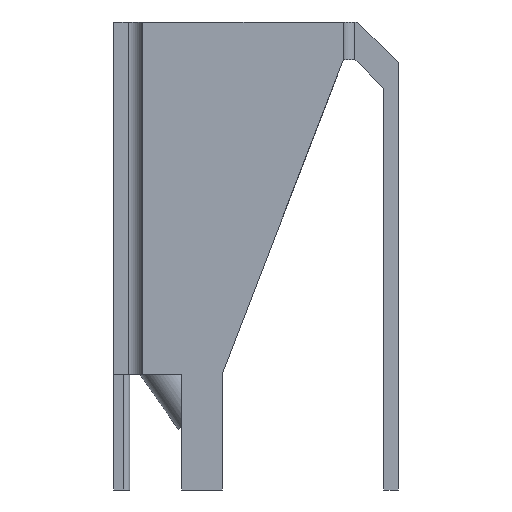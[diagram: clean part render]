
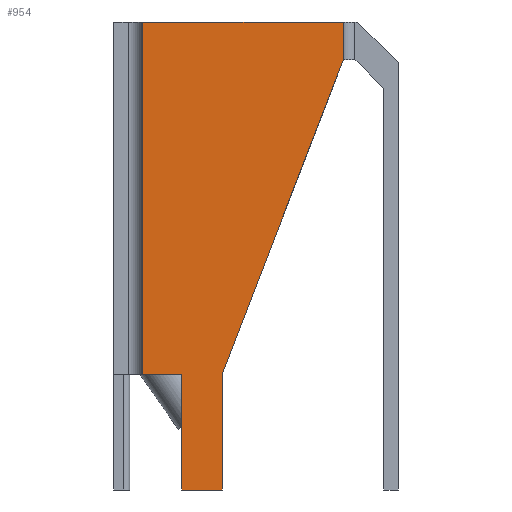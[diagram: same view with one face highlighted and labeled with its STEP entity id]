
A CAD part, left-side view. The second image highlights one B-rep face of the part: STEP entity #954.
In plain terms, the highlighted planar face has unit normal (-1, 0, 0).
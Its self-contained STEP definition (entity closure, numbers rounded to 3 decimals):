
#84=FACE_OUTER_BOUND('',#137,.T.);
#137=EDGE_LOOP('',(#768,#769,#770,#771,#772,#773,#774,#775));
#177=LINE('',#1363,#287);
#230=LINE('',#1586,#340);
#239=LINE('',#1609,#349);
#241=LINE('',#1614,#351);
#243=LINE('',#1617,#353);
#249=LINE('',#1628,#359);
#250=LINE('',#1630,#360);
#251=LINE('',#1631,#361);
#287=VECTOR('',#1091,10.);
#340=VECTOR('',#1208,10.);
#349=VECTOR('',#1229,10.);
#351=VECTOR('',#1233,10.);
#353=VECTOR('',#1237,10.);
#359=VECTOR('',#1247,10.);
#360=VECTOR('',#1250,10.);
#361=VECTOR('',#1251,10.);
#396=VERTEX_POINT('',#1360);
#397=VERTEX_POINT('',#1362);
#452=VERTEX_POINT('',#1583);
#453=VERTEX_POINT('',#1585);
#461=VERTEX_POINT('',#1607);
#462=VERTEX_POINT('',#1611);
#463=VERTEX_POINT('',#1613);
#466=VERTEX_POINT('',#1626);
#488=EDGE_CURVE('',#396,#397,#177,.T.);
#560=EDGE_CURVE('',#452,#453,#230,.T.);
#572=EDGE_CURVE('',#452,#461,#239,.T.);
#574=EDGE_CURVE('',#462,#463,#241,.T.);
#576=EDGE_CURVE('',#463,#461,#243,.T.);
#582=EDGE_CURVE('',#462,#466,#249,.T.);
#583=EDGE_CURVE('',#466,#397,#250,.T.);
#584=EDGE_CURVE('',#453,#396,#251,.T.);
#768=ORIENTED_EDGE('',*,*,#582,.T.);
#769=ORIENTED_EDGE('',*,*,#583,.T.);
#770=ORIENTED_EDGE('',*,*,#488,.F.);
#771=ORIENTED_EDGE('',*,*,#584,.F.);
#772=ORIENTED_EDGE('',*,*,#560,.F.);
#773=ORIENTED_EDGE('',*,*,#572,.T.);
#774=ORIENTED_EDGE('',*,*,#576,.F.);
#775=ORIENTED_EDGE('',*,*,#574,.F.);
#907=PLANE('',#1037);
#954=ADVANCED_FACE('',(#84),#907,.T.);
#1037=AXIS2_PLACEMENT_3D('',#1629,#1248,#1249);
#1091=DIRECTION('',(0.,-1.,0.));
#1208=DIRECTION('',(0.,1.,0.));
#1229=DIRECTION('',(0.,0.,-1.));
#1233=DIRECTION('',(0.,0.,-1.));
#1237=DIRECTION('',(0.,1.,0.));
#1247=DIRECTION('',(0.,-0.36,0.933));
#1248=DIRECTION('center_axis',(-1.,0.,0.));
#1249=DIRECTION('ref_axis',(0.,-1.,0.));
#1250=DIRECTION('',(0.,0.,1.));
#1251=DIRECTION('',(0.,0.,1.));
#1360=CARTESIAN_POINT('',(4.5,175.5,226.));
#1362=CARTESIAN_POINT('',(4.5,106.,226.));
#1363=CARTESIAN_POINT('',(4.5,106.,226.));
#1583=CARTESIAN_POINT('',(4.5,162.,104.));
#1585=CARTESIAN_POINT('',(4.5,175.5,104.));
#1586=CARTESIAN_POINT('',(4.5,106.,104.));
#1607=CARTESIAN_POINT('',(4.5,162.,64.));
#1609=CARTESIAN_POINT('',(4.5,162.,104.));
#1611=CARTESIAN_POINT('',(4.5,148.,104.));
#1613=CARTESIAN_POINT('',(4.5,148.,64.));
#1614=CARTESIAN_POINT('',(4.5,148.,104.));
#1617=CARTESIAN_POINT('',(4.5,148.,64.));
#1626=CARTESIAN_POINT('',(4.5,106.,213.));
#1628=CARTESIAN_POINT('',(4.5,128.778,153.887));
#1629=CARTESIAN_POINT('Origin',(4.5,175.5,104.));
#1630=CARTESIAN_POINT('',(4.5,106.,104.));
#1631=CARTESIAN_POINT('',(4.5,175.5,104.));
